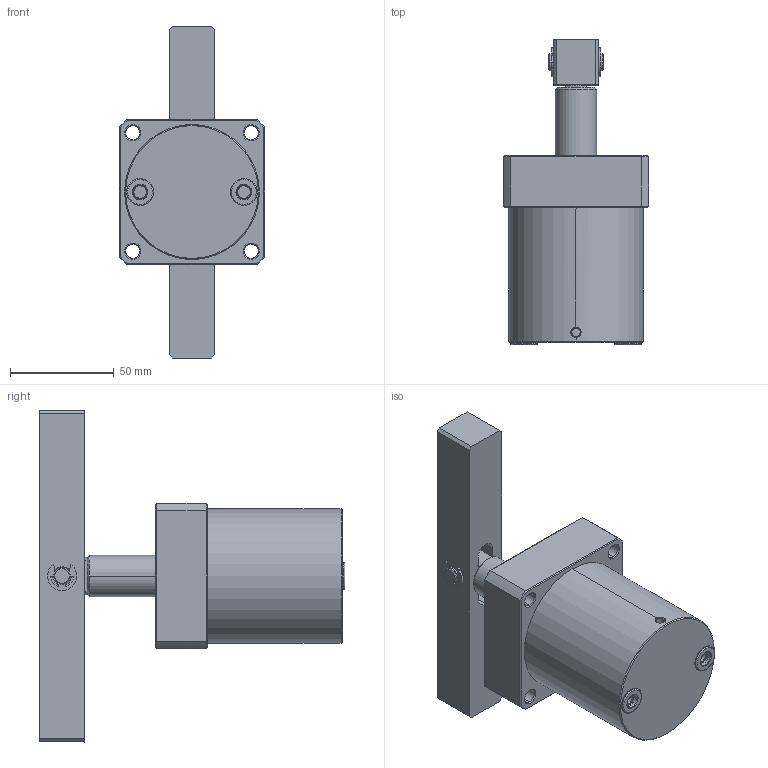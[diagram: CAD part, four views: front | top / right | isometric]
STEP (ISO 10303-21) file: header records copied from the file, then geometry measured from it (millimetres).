
FILE_DESCRIPTION (( 'STEP AP214' ), '1' );
FILE_NAME ('ASC-FA50D.STEP', '2019-05-24T11:05:33', ( '' ), ( '' ), 'SwSTEP 2.0', 'SolidWorks 2016', '' );
FILE_SCHEMA (( 'AUTOMOTIVE_DESIGN' ));
Length unit declared in the file: millimetre
Products named in the file (8): 种隊_2; KKDC_2; 揤旋45512; FA50Dヶ裔; 錨璃34魂偕; 1-8黑芛412211; 掛极3425; ASC-FA50D
Assembly tree (9 placements, depth 2):
  ASC-FA50D
    掛极3425
    1-8黑芛412211  x2
    錨璃34魂偕
    FA50Dヶ裔
    揤旋45512
    KKDC_2  x2
    种隊_2
Bounding box: 70 x 147.2 x 160 mm (x, y, z)
Volume: 356150 mm3; surface area: 85501.2 mm2
Topology: 9 solids, 9 shells, 428 faces, 1085 edges, 697 vertices
Faces by surface type: cylinder 220, plane 88, cone 71, bspline 49
Entity records: 25717 total; most frequent: CARTESIAN_POINT 16738, ORIENTED_EDGE 1982, DIRECTION 1654, EDGE_CURVE 991, AXIS2_PLACEMENT_3D 655, VERTEX_POINT 637, EDGE_LOOP 430, ADVANCED_FACE 387
